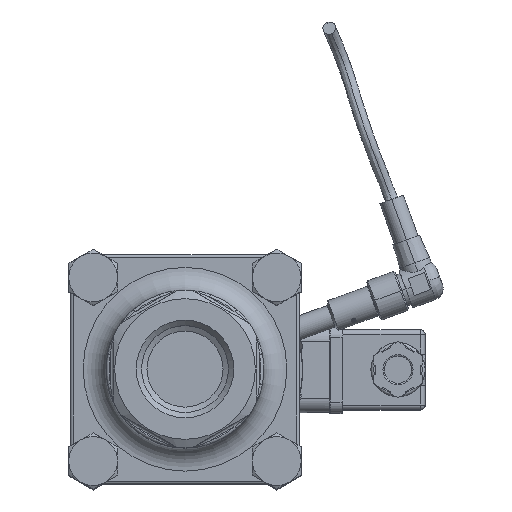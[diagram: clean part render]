
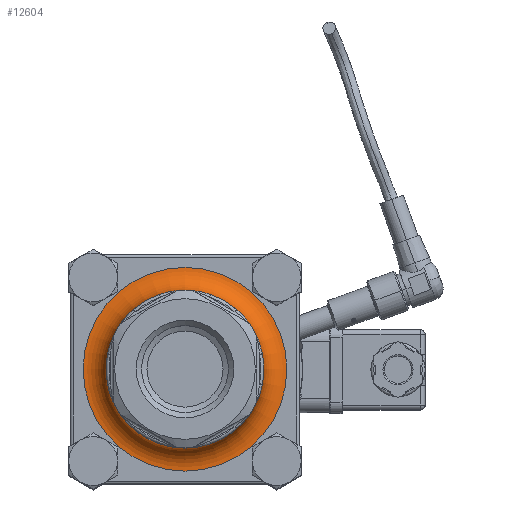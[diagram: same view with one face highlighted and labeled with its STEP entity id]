
A CAD part, top view. The second image highlights one B-rep face of the part: STEP entity #12604.
In plain terms, the highlighted toroidal (fillet/blend) face has major radius 35.5 mm and minor radius 8 mm.
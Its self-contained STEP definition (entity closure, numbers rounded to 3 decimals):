
#37=TOROIDAL_SURFACE('',#13504,35.5,8.);
#3827=FACE_OUTER_BOUND('',#4592,.T.);
#4592=EDGE_LOOP('',(#10687,#10688,#10689,#10690,#10691));
#4881=CIRCLE('',#12923,27.5);
#4882=CIRCLE('',#12924,27.5);
#5115=CIRCLE('',#13503,35.5);
#5116=CIRCLE('',#13505,8.);
#5378=VERTEX_POINT('',#17184);
#5379=VERTEX_POINT('',#17185);
#6153=VERTEX_POINT('',#22505);
#6525=EDGE_CURVE('',#5378,#5379,#4881,.T.);
#6526=EDGE_CURVE('',#5379,#5378,#4882,.T.);
#7723=EDGE_CURVE('',#6153,#6153,#5115,.T.);
#7724=EDGE_CURVE('',#5378,#6153,#5116,.T.);
#10687=ORIENTED_EDGE('',*,*,#6525,.T.);
#10688=ORIENTED_EDGE('',*,*,#6526,.T.);
#10689=ORIENTED_EDGE('',*,*,#7724,.T.);
#10690=ORIENTED_EDGE('',*,*,#7723,.T.);
#10691=ORIENTED_EDGE('',*,*,#7724,.F.);
#12604=ADVANCED_FACE('',(#3827),#37,.F.);
#12923=AXIS2_PLACEMENT_3D('',#17186,#14056,#14057);
#12924=AXIS2_PLACEMENT_3D('',#17187,#14058,#14059);
#13503=AXIS2_PLACEMENT_3D('',#22506,#15780,#15781);
#13504=AXIS2_PLACEMENT_3D('',#22507,#15782,#15783);
#13505=AXIS2_PLACEMENT_3D('',#22508,#15784,#15785);
#14056=DIRECTION('center_axis',(0.,0.,-1.));
#14057=DIRECTION('ref_axis',(0.,1.,0.));
#14058=DIRECTION('center_axis',(0.,0.,-1.));
#14059=DIRECTION('ref_axis',(0.,1.,0.));
#15780=DIRECTION('center_axis',(0.,0.,1.));
#15781=DIRECTION('ref_axis',(0.,1.,0.));
#15782=DIRECTION('center_axis',(0.,0.,-1.));
#15783=DIRECTION('ref_axis',(-1.,0.,0.));
#15784=DIRECTION('center_axis',(0.,-1.,0.));
#15785=DIRECTION('ref_axis',(1.,0.,0.));
#17184=CARTESIAN_POINT('',(27.5,0.,19.8));
#17185=CARTESIAN_POINT('',(0.,27.5,19.8));
#17186=CARTESIAN_POINT('Origin',(0.,0.,19.8));
#17187=CARTESIAN_POINT('Origin',(0.,0.,19.8));
#22505=CARTESIAN_POINT('',(35.5,0.,11.8));
#22506=CARTESIAN_POINT('Origin',(0.,0.,11.8));
#22507=CARTESIAN_POINT('Origin',(0.,0.,19.8));
#22508=CARTESIAN_POINT('Origin',(35.5,0.,19.8));
